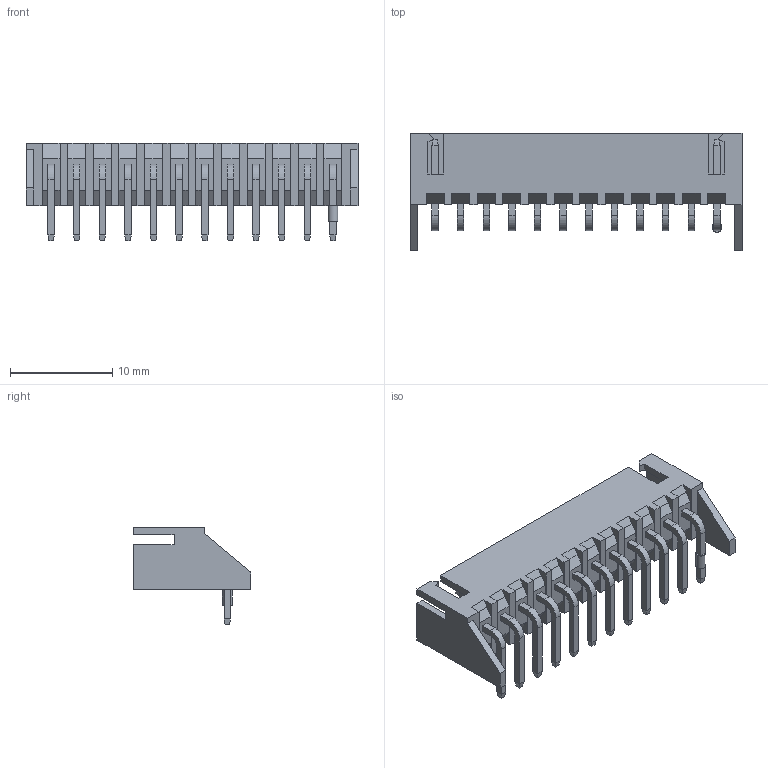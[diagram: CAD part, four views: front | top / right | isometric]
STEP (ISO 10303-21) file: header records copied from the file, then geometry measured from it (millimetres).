
FILE_DESCRIPTION (( 'STEP AP214' ), '1' );
FILE_NAME ('DDD806D7-BD00-4396-9F52-D6503EE64006.STEP', '2007-10-30T09:34:23', ( 'SysAdmin' ), ( 'SolidWorks' ), 'SwSTEP 2.0', 'SolidWorks 2008', '' );
FILE_SCHEMA (( 'AUTOMOTIVE_DESIGN' ));
Length unit declared in the file: millimetre
Products named in the file (1): DDD806D7-BD00-4396-9F52-D6503EE64006
Bounding box: 32.4 x 11.5 x 9.5 mm (x, y, z)
Volume: 501.6 mm3; surface area: 1896.6 mm2
Topology: 1 solids, 1 shells, 381 faces, 963 edges, 610 vertices
Faces by surface type: plane 352, cylinder 29
Entity records: 14373 total; most frequent: CARTESIAN_POINT 1955, ORIENTED_EDGE 1926, DIRECTION 1785, EDGE_CURVE 963, VECTOR 905, LINE 905, VERTEX_POINT 610, AXIS2_PLACEMENT_3D 440
